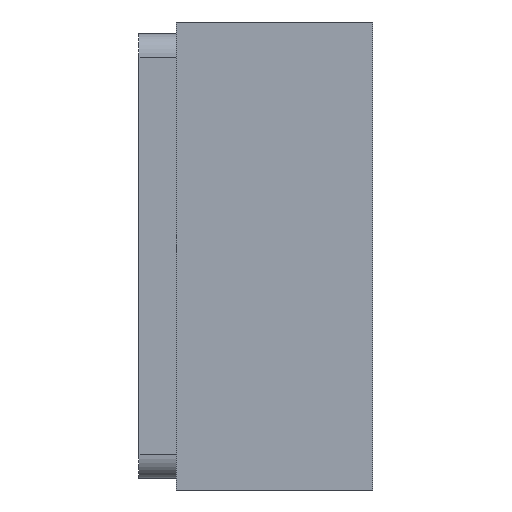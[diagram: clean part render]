
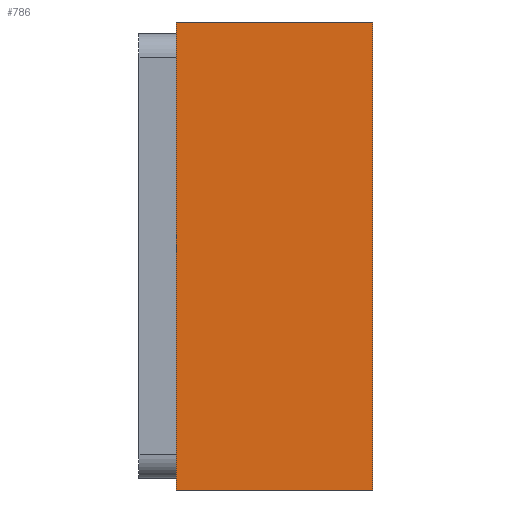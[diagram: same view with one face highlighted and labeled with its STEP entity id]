
A CAD part, left-side view. The second image highlights one B-rep face of the part: STEP entity #786.
In plain terms, the highlighted planar face has unit normal (-1, 0, 0).
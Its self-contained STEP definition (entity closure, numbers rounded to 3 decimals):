
#38 = CARTESIAN_POINT ( 'NONE',  ( -0.8, 0., 0.5 ) ) ;
#86 = PLANE ( 'NONE',  #826 ) ;
#129 = ORIENTED_EDGE ( 'NONE', *, *, #718, .T. ) ;
#146 = EDGE_CURVE ( 'NONE', #161, #400, #198, .T. ) ;
#156 = CARTESIAN_POINT ( 'NONE',  ( -0.8, 0.42, 0. ) ) ;
#161 = VERTEX_POINT ( 'NONE', #877 ) ;
#167 = DIRECTION ( 'NONE',  ( 0., 0., -1. ) ) ;
#183 = VECTOR ( 'NONE', #167, 1000. ) ;
#198 = LINE ( 'NONE', #569, #543 ) ;
#223 = CARTESIAN_POINT ( 'NONE',  ( -0.8, 0.42, 0.5 ) ) ;
#251 = DIRECTION ( 'NONE',  ( 0., 0., -1. ) ) ;
#284 = CARTESIAN_POINT ( 'NONE',  ( -0.8, 0., 0.5 ) ) ;
#316 = VERTEX_POINT ( 'NONE', #38 ) ;
#327 = DIRECTION ( 'NONE',  ( 0., -1., 0. ) ) ;
#400 = VERTEX_POINT ( 'NONE', #450 ) ;
#450 = CARTESIAN_POINT ( 'NONE',  ( -0.8, 0., -0.5 ) ) ;
#456 = ORIENTED_EDGE ( 'NONE', *, *, #146, .T. ) ;
#465 = DIRECTION ( 'NONE',  ( 0., 0., -1. ) ) ;
#482 = FACE_OUTER_BOUND ( 'NONE', #534, .T. ) ;
#534 = EDGE_LOOP ( 'NONE', ( #129, #456, #1033, #619 ) ) ;
#543 = VECTOR ( 'NONE', #1261, 1000. ) ;
#569 = CARTESIAN_POINT ( 'NONE',  ( -0.8, 0.42, -0.5 ) ) ;
#577 = EDGE_CURVE ( 'NONE', #899, #316, #1041, .T. ) ;
#619 = ORIENTED_EDGE ( 'NONE', *, *, #577, .F. ) ;
#627 = VECTOR ( 'NONE', #251, 1000. ) ;
#718 = EDGE_CURVE ( 'NONE', #899, #161, #811, .T. ) ;
#738 = EDGE_CURVE ( 'NONE', #316, #400, #930, .T. ) ;
#782 = DIRECTION ( 'NONE',  ( 1., 0., 0. ) ) ;
#785 = VECTOR ( 'NONE', #327, 1000. ) ;
#786 = ADVANCED_FACE ( 'NONE', ( #482 ), #86, .F. ) ;
#811 = LINE ( 'NONE', #156, #627 ) ;
#826 = AXIS2_PLACEMENT_3D ( 'NONE', #1069, #782, #465 ) ;
#877 = CARTESIAN_POINT ( 'NONE',  ( -0.8, 0.42, -0.5 ) ) ;
#899 = VERTEX_POINT ( 'NONE', #994 ) ;
#930 = LINE ( 'NONE', #284, #183 ) ;
#994 = CARTESIAN_POINT ( 'NONE',  ( -0.8, 0.42, 0.5 ) ) ;
#1033 = ORIENTED_EDGE ( 'NONE', *, *, #738, .F. ) ;
#1041 = LINE ( 'NONE', #223, #785 ) ;
#1069 = CARTESIAN_POINT ( 'NONE',  ( -0.8, 0.42, 0.5 ) ) ;
#1261 = DIRECTION ( 'NONE',  ( 0., -1., 0. ) ) ;
